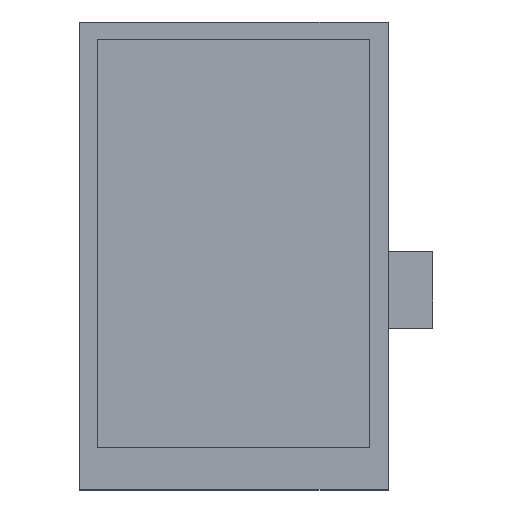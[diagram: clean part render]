
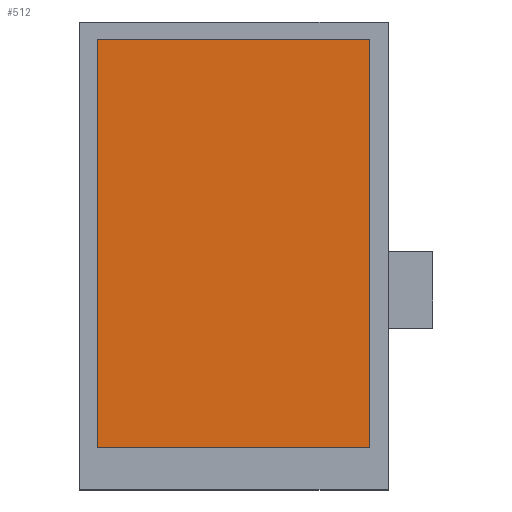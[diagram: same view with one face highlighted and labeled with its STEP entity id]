
A CAD part, top view. The second image highlights one B-rep face of the part: STEP entity #512.
In plain terms, the highlighted planar face has unit normal (0, 0, 1).
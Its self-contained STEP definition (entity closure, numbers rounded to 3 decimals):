
#383 = VERTEX_POINT('',#384);
#384 = CARTESIAN_POINT('',(22.33,33.48,0.1));
#390 = EDGE_CURVE('',#383,#391,#393,.T.);
#391 = VERTEX_POINT('',#392);
#392 = CARTESIAN_POINT('',(-22.33,33.48,0.1));
#393 = LINE('',#394,#395);
#394 = CARTESIAN_POINT('',(22.33,33.48,0.1));
#395 = VECTOR('',#396,1.);
#396 = DIRECTION('',(-1.,0.,0.));
#421 = EDGE_CURVE('',#391,#422,#424,.T.);
#422 = VERTEX_POINT('',#423);
#423 = CARTESIAN_POINT('',(-22.33,-33.48,0.1));
#424 = LINE('',#425,#426);
#425 = CARTESIAN_POINT('',(-22.33,33.48,0.1));
#426 = VECTOR('',#427,1.);
#427 = DIRECTION('',(0.,-1.,0.));
#452 = EDGE_CURVE('',#422,#453,#455,.T.);
#453 = VERTEX_POINT('',#454);
#454 = CARTESIAN_POINT('',(22.33,-33.48,0.1));
#455 = LINE('',#456,#457);
#456 = CARTESIAN_POINT('',(-22.33,-33.48,0.1));
#457 = VECTOR('',#458,1.);
#458 = DIRECTION('',(1.,0.,0.));
#483 = EDGE_CURVE('',#453,#383,#484,.T.);
#484 = LINE('',#485,#486);
#485 = CARTESIAN_POINT('',(22.33,-33.48,0.1));
#486 = VECTOR('',#487,1.);
#487 = DIRECTION('',(0.,1.,0.));
#512 = ADVANCED_FACE('',(#513),#519,.T.);
#513 = FACE_BOUND('',#514,.T.);
#514 = EDGE_LOOP('',(#515,#516,#517,#518));
#515 = ORIENTED_EDGE('',*,*,#390,.T.);
#516 = ORIENTED_EDGE('',*,*,#421,.T.);
#517 = ORIENTED_EDGE('',*,*,#452,.T.);
#518 = ORIENTED_EDGE('',*,*,#483,.T.);
#519 = PLANE('',#520);
#520 = AXIS2_PLACEMENT_3D('',#521,#522,#523);
#521 = CARTESIAN_POINT('',(0.,0.,0.1));
#522 = DIRECTION('',(0.,0.,1.));
#523 = DIRECTION('',(1.,0.,0.));
